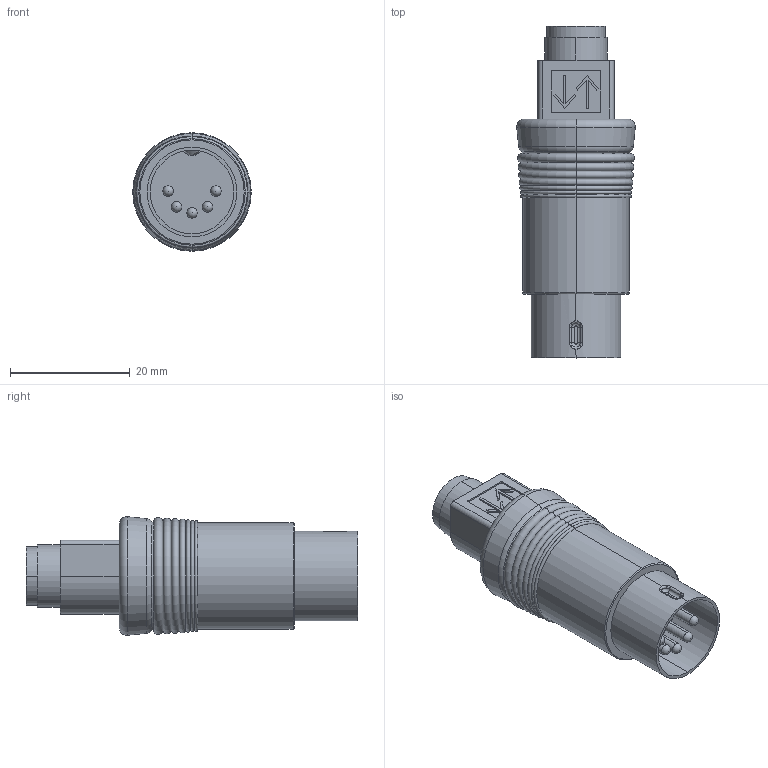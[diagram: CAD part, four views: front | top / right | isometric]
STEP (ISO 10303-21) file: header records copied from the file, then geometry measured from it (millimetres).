
FILE_DESCRIPTION (( 'STEP AP203' ), '1' );
FILE_NAME ('DMB530R.STEP', '2014-10-03T12:26:36', ( 'x' ), ( '' ), 'SwSTEP 2.0', 'SolidWorks 2014', '' );
FILE_SCHEMA (( 'CONFIG_CONTROL_DESIGN' ));
Length unit declared in the file: inch
Products named in the file (6): DMB530-MA2; DMB530-MA1_DMB530R; DMB530R-MA4; DMB530R-MA2; DMB530R-MA3; DMB530R
Assembly tree (5 placements, depth 3):
  DMB530R
    DMB530-MA2
    DMB530R-MA2
      DMB530-MA1_DMB530R
      DMB530R-MA4
    DMB530R-MA3
Bounding box: 19.79 x 55.45 x 19.79 mm (x, y, z)
Volume: 8221.6 mm3; surface area: 6297.8 mm2
Topology: 4 solids, 4 shells, 173 faces, 403 edges, 254 vertices
Faces by surface type: cylinder 71, plane 63, torus 22, bspline 8, sphere 5, cone 4
Entity records: 5924 total; most frequent: CARTESIAN_POINT 1334, DIRECTION 894, ORIENTED_EDGE 776, EDGE_CURVE 388, AXIS2_PLACEMENT_3D 352, VERTEX_POINT 244, EDGE_LOOP 194, LINE 190
